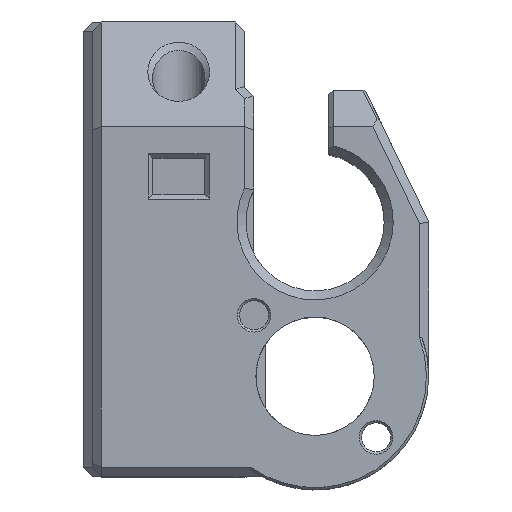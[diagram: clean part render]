
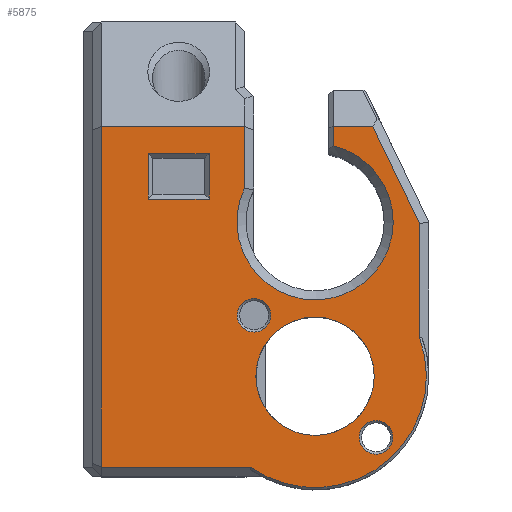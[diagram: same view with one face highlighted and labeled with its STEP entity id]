
A CAD part, top view. The second image highlights one B-rep face of the part: STEP entity #5875.
In plain terms, the highlighted planar face has unit normal (0, 0, 1).
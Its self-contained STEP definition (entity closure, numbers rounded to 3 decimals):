
#56=FACE_BOUND('',#878,.T.);
#57=FACE_BOUND('',#879,.T.);
#58=FACE_BOUND('',#880,.T.);
#59=FACE_BOUND('',#881,.T.);
#122=CIRCLE('',#6202,8.6);
#123=CIRCLE('',#6205,12.25);
#124=CIRCLE('',#6206,6.51);
#125=CIRCLE('',#6207,1.85);
#126=CIRCLE('',#6208,1.85);
#253=PLANE('',#6204);
#538=FACE_OUTER_BOUND('',#877,.T.);
#877=EDGE_LOOP('',(#4311,#4312,#4313,#4314,#4315,#4316,#4317,#4318,#4319,
#4320));
#878=EDGE_LOOP('',(#4321));
#879=EDGE_LOOP('',(#4322,#4323,#4324,#4325));
#880=EDGE_LOOP('',(#4326));
#881=EDGE_LOOP('',(#4327));
#1286=LINE('',#8969,#1952);
#1291=LINE('',#8996,#1957);
#1292=LINE('',#8999,#1958);
#1293=LINE('',#9001,#1959);
#1294=LINE('',#9003,#1960);
#1295=LINE('',#9007,#1961);
#1296=LINE('',#9009,#1962);
#1297=LINE('',#9010,#1963);
#1298=LINE('',#9015,#1964);
#1299=LINE('',#9017,#1965);
#1300=LINE('',#9019,#1966);
#1301=LINE('',#9020,#1967);
#1952=VECTOR('',#6755,10.);
#1957=VECTOR('',#6768,10.);
#1958=VECTOR('',#6771,1000.);
#1959=VECTOR('',#6772,1000.);
#1960=VECTOR('',#6773,1000.);
#1961=VECTOR('',#6776,1000.);
#1962=VECTOR('',#6777,1000.);
#1963=VECTOR('',#6778,1000.);
#1964=VECTOR('',#6781,1000.);
#1965=VECTOR('',#6782,1000.);
#1966=VECTOR('',#6783,1000.);
#1967=VECTOR('',#6784,1000.);
#2713=VERTEX_POINT('',#8967);
#2714=VERTEX_POINT('',#8968);
#2719=VERTEX_POINT('',#8982);
#2721=VERTEX_POINT('',#8994);
#2722=VERTEX_POINT('',#8998);
#2723=VERTEX_POINT('',#9000);
#2724=VERTEX_POINT('',#9002);
#2725=VERTEX_POINT('',#9004);
#2726=VERTEX_POINT('',#9006);
#2727=VERTEX_POINT('',#9008);
#2728=VERTEX_POINT('',#9011);
#2729=VERTEX_POINT('',#9013);
#2730=VERTEX_POINT('',#9014);
#2731=VERTEX_POINT('',#9016);
#2732=VERTEX_POINT('',#9018);
#2733=VERTEX_POINT('',#9021);
#2734=VERTEX_POINT('',#9023);
#3318=EDGE_CURVE('',#2713,#2714,#1286,.T.);
#3324=EDGE_CURVE('',#2719,#2713,#122,.T.);
#3328=EDGE_CURVE('',#2721,#2719,#1291,.T.);
#3329=EDGE_CURVE('',#2722,#2721,#1292,.T.);
#3330=EDGE_CURVE('',#2722,#2723,#1293,.T.);
#3331=EDGE_CURVE('',#2723,#2724,#1294,.T.);
#3332=EDGE_CURVE('',#2725,#2724,#123,.T.);
#3333=EDGE_CURVE('',#2726,#2725,#1295,.T.);
#3334=EDGE_CURVE('',#2727,#2726,#1296,.T.);
#3335=EDGE_CURVE('',#2727,#2714,#1297,.T.);
#3336=EDGE_CURVE('',#2728,#2728,#124,.T.);
#3337=EDGE_CURVE('',#2729,#2730,#1298,.T.);
#3338=EDGE_CURVE('',#2731,#2729,#1299,.T.);
#3339=EDGE_CURVE('',#2732,#2731,#1300,.T.);
#3340=EDGE_CURVE('',#2730,#2732,#1301,.T.);
#3341=EDGE_CURVE('',#2733,#2733,#125,.T.);
#3342=EDGE_CURVE('',#2734,#2734,#126,.T.);
#4311=ORIENTED_EDGE('',*,*,#3318,.F.);
#4312=ORIENTED_EDGE('',*,*,#3324,.F.);
#4313=ORIENTED_EDGE('',*,*,#3328,.F.);
#4314=ORIENTED_EDGE('',*,*,#3329,.F.);
#4315=ORIENTED_EDGE('',*,*,#3330,.T.);
#4316=ORIENTED_EDGE('',*,*,#3331,.T.);
#4317=ORIENTED_EDGE('',*,*,#3332,.F.);
#4318=ORIENTED_EDGE('',*,*,#3333,.F.);
#4319=ORIENTED_EDGE('',*,*,#3334,.F.);
#4320=ORIENTED_EDGE('',*,*,#3335,.T.);
#4321=ORIENTED_EDGE('',*,*,#3336,.F.);
#4322=ORIENTED_EDGE('',*,*,#3337,.F.);
#4323=ORIENTED_EDGE('',*,*,#3338,.F.);
#4324=ORIENTED_EDGE('',*,*,#3339,.F.);
#4325=ORIENTED_EDGE('',*,*,#3340,.F.);
#4326=ORIENTED_EDGE('',*,*,#3341,.T.);
#4327=ORIENTED_EDGE('',*,*,#3342,.T.);
#5875=ADVANCED_FACE('',(#538,#56,#57,#58,#59),#253,.F.);
#6202=AXIS2_PLACEMENT_3D('',#8987,#6762,#6763);
#6204=AXIS2_PLACEMENT_3D('',#8997,#6769,#6770);
#6205=AXIS2_PLACEMENT_3D('',#9005,#6774,#6775);
#6206=AXIS2_PLACEMENT_3D('',#9012,#6779,#6780);
#6207=AXIS2_PLACEMENT_3D('',#9022,#6785,#6786);
#6208=AXIS2_PLACEMENT_3D('',#9024,#6787,#6788);
#6755=DIRECTION('',(0.,1.,0.));
#6762=DIRECTION('center_axis',(0.,0.,
1.));
#6763=DIRECTION('ref_axis',(0.398,-0.918,0.));
#6768=DIRECTION('',(0.,-1.,0.));
#6769=DIRECTION('center_axis',(0.,0.,
-1.));
#6770=DIRECTION('ref_axis',(1.,0.,0.));
#6771=DIRECTION('',(1.,0.,0.));
#6772=DIRECTION('',(0.,-1.,0.));
#6773=DIRECTION('',(1.,0.,0.));
#6774=DIRECTION('center_axis',(0.,0.,-1.));
#6775=DIRECTION('ref_axis',(1.,0.,0.));
#6776=DIRECTION('',(0.,-1.,0.));
#6777=DIRECTION('',(0.434,-0.901,0.));
#6778=DIRECTION('',(-1.,0.,0.));
#6779=DIRECTION('center_axis',(0.,0.,
1.));
#6780=DIRECTION('ref_axis',(-1.,0.,0.));
#6781=DIRECTION('',(-1.,0.,0.));
#6782=DIRECTION('',(0.,1.,0.));
#6783=DIRECTION('',(1.,0.,0.));
#6784=DIRECTION('',(0.,-1.,0.));
#6785=DIRECTION('center_axis',(0.,0.,-1.));
#6786=DIRECTION('ref_axis',(1.,0.,0.));
#6787=DIRECTION('center_axis',(0.,0.,-1.));
#6788=DIRECTION('ref_axis',(1.,0.,0.));
#8967=CARTESIAN_POINT('',(2.,-35.636,0.));
#8968=CARTESIAN_POINT('',(2.,-33.5,0.));
#8969=CARTESIAN_POINT('',(2.,-9.5,0.));
#8982=CARTESIAN_POINT('',(-7.75,-40.272,0.));
#8987=CARTESIAN_POINT('Origin',(0.,-44.,0.));
#8994=CARTESIAN_POINT('',(-7.75,-33.5,0.));
#8996=CARTESIAN_POINT('',(-7.75,-13.49,0.));
#8997=CARTESIAN_POINT('Origin',(-62.736,10.5,0.));
#8998=CARTESIAN_POINT('',(-23.5,-33.5,0.));
#8999=CARTESIAN_POINT('',(0.,-33.5,0.));
#9000=CARTESIAN_POINT('',(-23.5,-70.999,0.));
#9001=CARTESIAN_POINT('',(-23.5,10.5,0.));
#9002=CARTESIAN_POINT('',(-7.077,-70.999,0.));
#9003=CARTESIAN_POINT('',(-62.736,-70.999,0.));
#9004=CARTESIAN_POINT('',(11.5,-56.78,0.));
#9005=CARTESIAN_POINT('Origin',(0.,-61.,0.));
#9006=CARTESIAN_POINT('',(11.5,-44.228,0.));
#9007=CARTESIAN_POINT('',(11.5,-61.,0.));
#9008=CARTESIAN_POINT('',(6.335,-33.5,0.));
#9009=CARTESIAN_POINT('',(11.599,-44.434,0.));
#9010=CARTESIAN_POINT('',(0.,-33.5,0.));
#9011=CARTESIAN_POINT('',(6.51,-61.,0.));
#9012=CARTESIAN_POINT('Origin',(0.,-61.,0.));
#9013=CARTESIAN_POINT('',(-11.65,-36.499,0.));
#9014=CARTESIAN_POINT('',(-18.35,-36.499,0.));
#9015=CARTESIAN_POINT('',(-40.293,-36.499,0.));
#9016=CARTESIAN_POINT('',(-11.65,-41.499,0.));
#9017=CARTESIAN_POINT('',(-11.65,-13.249,0.));
#9018=CARTESIAN_POINT('',(-18.35,-41.499,0.));
#9019=CARTESIAN_POINT('',(-38.868,-41.499,0.));
#9020=CARTESIAN_POINT('',(-18.35,-15.249,0.));
#9021=CARTESIAN_POINT('',(4.868,-67.718,0.));
#9022=CARTESIAN_POINT('Origin',(6.718,-67.718,0.));
#9023=CARTESIAN_POINT('',(-8.568,-54.282,0.));
#9024=CARTESIAN_POINT('Origin',(-6.718,-54.282,0.));
